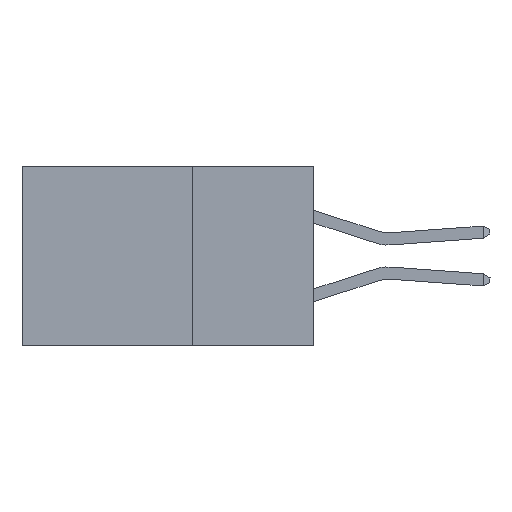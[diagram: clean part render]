
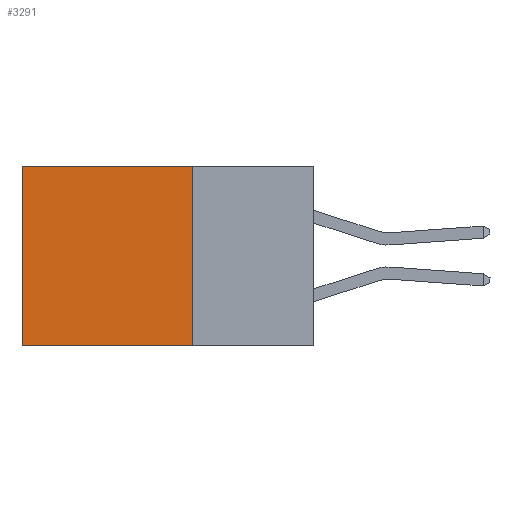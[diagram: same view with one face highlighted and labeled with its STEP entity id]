
A CAD part, left-side view. The second image highlights one B-rep face of the part: STEP entity #3291.
In plain terms, the highlighted planar face has unit normal (-1, 0, 0).
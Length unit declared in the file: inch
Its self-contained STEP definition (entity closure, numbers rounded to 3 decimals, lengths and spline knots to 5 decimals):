
#386 = EDGE_CURVE ( 'NONE', #9903, #5023, #3448, .T. ) ;
#1037 = VECTOR ( 'NONE', #3474, 39.37008 ) ;
#1281 = VECTOR ( 'NONE', #8706, 39.37008 ) ;
#1380 = CARTESIAN_POINT ( 'NONE',  ( 0.2875, 0.6, -0.37 ) ) ;
#2073 = ORIENTED_EDGE ( 'NONE', *, *, #3451, .F. ) ;
#3084 = DIRECTION ( 'NONE',  ( 0., 1., 0. ) ) ;
#3291 = ADVANCED_FACE ( 'NONE', ( #9041 ), #9334, .F. ) ;
#3448 = LINE ( 'NONE', #9451, #7717 ) ;
#3451 = EDGE_CURVE ( 'NONE', #9903, #9097, #7499, .T. ) ;
#3474 = DIRECTION ( 'NONE',  ( 0., 0., -1. ) ) ;
#3530 = CARTESIAN_POINT ( 'NONE',  ( 0.2875, 0.6, 0. ) ) ;
#3653 = LINE ( 'NONE', #7891, #1281 ) ;
#4694 = AXIS2_PLACEMENT_3D ( 'NONE', #9425, #9297, #9294 ) ;
#4713 = VECTOR ( 'NONE', #6915, 39.37008 ) ;
#5023 = VERTEX_POINT ( 'NONE', #3530 ) ;
#5679 = LINE ( 'NONE', #8538, #1037 ) ;
#6120 = CARTESIAN_POINT ( 'NONE',  ( 0.2875, 0.25, 0. ) ) ;
#6445 = ORIENTED_EDGE ( 'NONE', *, *, #9034, .F. ) ;
#6700 = ORIENTED_EDGE ( 'NONE', *, *, #386, .T. ) ;
#6915 = DIRECTION ( 'NONE',  ( 0., 0., -1. ) ) ;
#6980 = CARTESIAN_POINT ( 'NONE',  ( 0.2875, 0.25, 0. ) ) ;
#7123 = CARTESIAN_POINT ( 'NONE',  ( 0.2875, 0.25, -0.37 ) ) ;
#7414 = EDGE_CURVE ( 'NONE', #5023, #9476, #5679, .T. ) ;
#7499 = LINE ( 'NONE', #6980, #4713 ) ;
#7717 = VECTOR ( 'NONE', #3084, 39.37008 ) ;
#7891 = CARTESIAN_POINT ( 'NONE',  ( 0.2875, 0.25, -0.37 ) ) ;
#8133 = ORIENTED_EDGE ( 'NONE', *, *, #7414, .T. ) ;
#8488 = EDGE_LOOP ( 'NONE', ( #8133, #6445, #2073, #6700 ) ) ;
#8538 = CARTESIAN_POINT ( 'NONE',  ( 0.2875, 0.6, 0. ) ) ;
#8706 = DIRECTION ( 'NONE',  ( 0., 1., 0. ) ) ;
#9034 = EDGE_CURVE ( 'NONE', #9097, #9476, #3653, .T. ) ;
#9041 = FACE_OUTER_BOUND ( 'NONE', #8488, .T. ) ;
#9097 = VERTEX_POINT ( 'NONE', #7123 ) ;
#9294 = DIRECTION ( 'NONE',  ( 0., 0., -1. ) ) ;
#9297 = DIRECTION ( 'NONE',  ( 1., 0., 0. ) ) ;
#9334 = PLANE ( 'NONE',  #4694 ) ;
#9425 = CARTESIAN_POINT ( 'NONE',  ( 0.2875, 0.25, 0. ) ) ;
#9451 = CARTESIAN_POINT ( 'NONE',  ( 0.2875, 0.25, 0. ) ) ;
#9476 = VERTEX_POINT ( 'NONE', #1380 ) ;
#9903 = VERTEX_POINT ( 'NONE', #6120 ) ;
